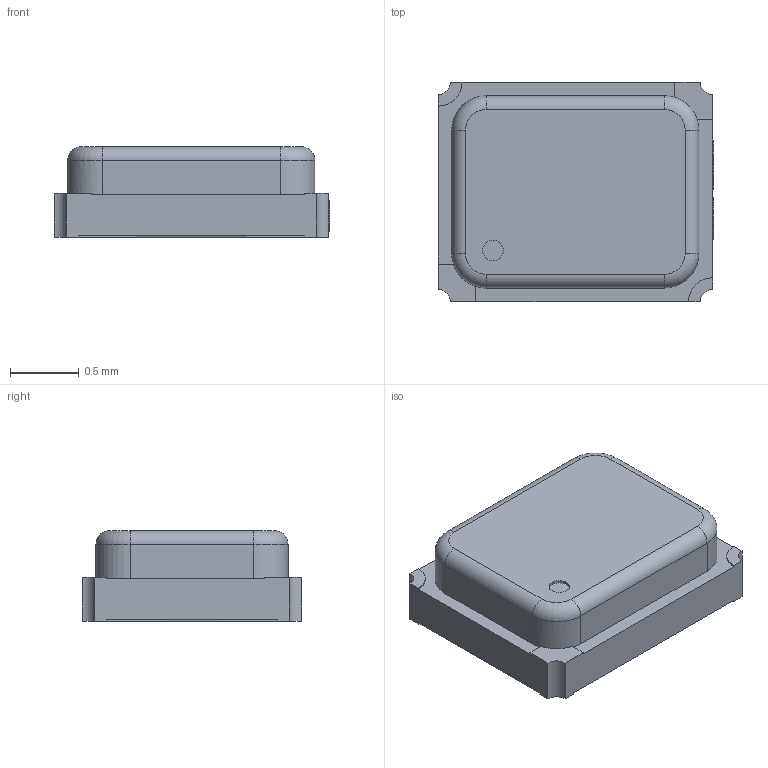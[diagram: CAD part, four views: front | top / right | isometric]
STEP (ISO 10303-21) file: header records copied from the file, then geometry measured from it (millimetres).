
FILE_DESCRIPTION (( 'STEP AP214' ), '1' );
FILE_NAME ('CRYSTAL-SMD_4P-L2.0-W1.6-BL-1.STEP', '2023-03-23T06:11:17', ( 'PC' ), ( 'Microsoft' ), 'SwSTEP 2.0', 'SolidWorks 2020', '' );
FILE_SCHEMA (( 'AUTOMOTIVE_DESIGN' ));
Length unit declared in the file: millimetre
Products named in the file (1): CRYSTAL-SMD_4P-L2.0-W1.6-BL-1
Bounding box: 2.01 x 1.6 x 0.66 mm (x, y, z)
Volume: 1.8 mm3; surface area: 10.5 mm2
Topology: 1 solids, 1 shells, 295 faces, 811 edges, 538 vertices
Faces by surface type: plane 169, bspline 98, cylinder 24, torus 4
Entity records: 13108 total; most frequent: CARTESIAN_POINT 2951, ORIENTED_EDGE 1622, DIRECTION 1063, EDGE_CURVE 811, LINE 555, VECTOR 555, VERTEX_POINT 538, EDGE_LOOP 315
